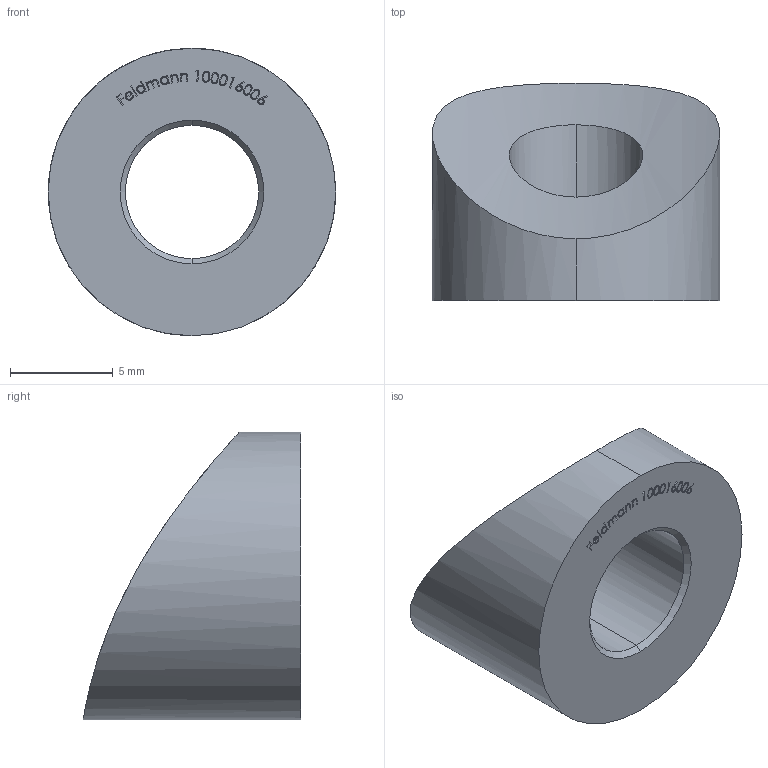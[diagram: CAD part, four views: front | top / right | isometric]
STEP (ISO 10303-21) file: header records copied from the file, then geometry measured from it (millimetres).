
FILE_DESCRIPTION (( 'STEP AP203' ), '1' );
FILE_NAME ('100016006.STEP', '2018-03-16T07:55:35', ( '' ), ( '' ), 'SwSTEP 2.0', 'SolidWorks 2015', '' );
FILE_SCHEMA (( 'CONFIG_CONTROL_DESIGN' ));
Length unit declared in the file: millimetre
Products named in the file (1): 100016006
Bounding box: 14 x 10.6 x 14 mm (x, y, z)
Volume: 869.4 mm3; surface area: 731.9 mm2
Topology: 1 solids, 1 shells, 218 faces, 565 edges, 376 vertices
Faces by surface type: bspline 111, plane 100, cylinder 5, cone 2
Entity records: 13682 total; most frequent: CARTESIAN_POINT 9027, ORIENTED_EDGE 1130, EDGE_CURVE 565, DIRECTION 561, VERTEX_POINT 376, VECTOR 333, LINE 333, EDGE_LOOP 247
